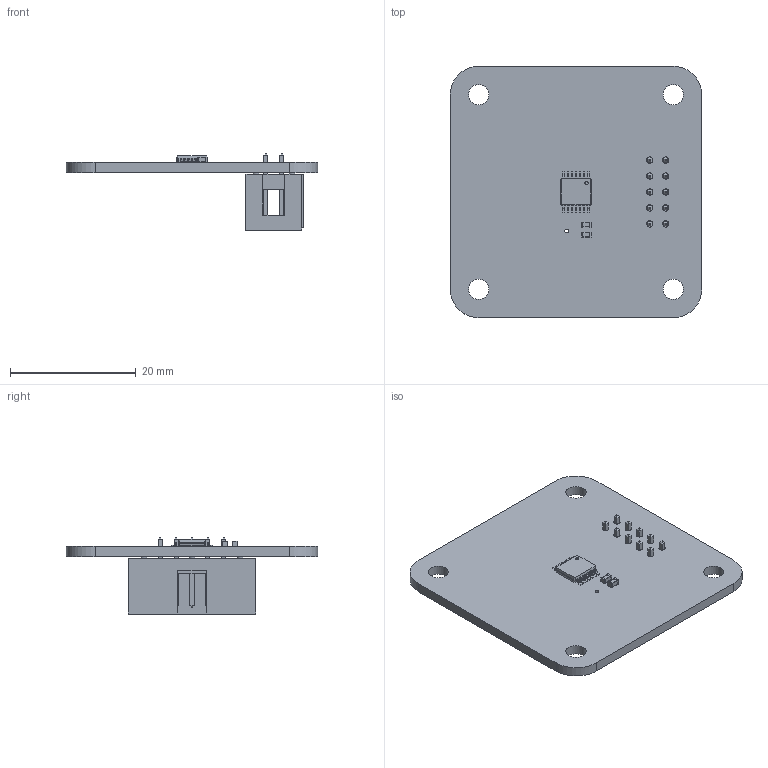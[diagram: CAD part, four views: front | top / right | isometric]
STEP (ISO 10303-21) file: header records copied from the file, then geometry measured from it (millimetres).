
FILE_DESCRIPTION(('KiCad electronic assembly'),'2;1');
FILE_NAME('MagEnc.step','2023-04-11T18:19:41',('Pcbnew'),('Kicad'), 'Open CASCADE STEP processor 7.5','KiCad to STEP converter','Unknown' );
FILE_SCHEMA(('AUTOMOTIVE_DESIGN { 1 0 10303 214 1 1 1 1 }'));
Length unit declared in the file: millimetre
Products named in the file (8): MagEnc 1; C_0603_1608Metric; SOLID; TSSOP-14_4.4x5mm_P0.65mm; IDC-Header_2x05_P2.54mm_Vertical; MagEnc PCB
Assembly tree (8 placements, depth 3):
  MagEnc 1
    C_0603_1608Metric  x2
      SOLID
    TSSOP-14_4.4x5mm_P0.65mm
      SOLID
    IDC-Header_2x05_P2.54mm_Vertical
      SOLID
    MagEnc PCB
Bounding box: 40 x 40 x 12.1 mm (x, y, z)
Volume: 3283.3 mm3; surface area: 4881.2 mm2
Topology: 5 solids, 5 shells, 549 faces, 1382 edges, 870 vertices
Faces by surface type: bspline 524, cylinder 19, plane 6
Full cylindrical faces by diameter (mm): 0.6 x1, 1 x10, 3.2 x4
Entity records: 33045 total; most frequent: CARTESIAN_POINT 11951, B_SPLINE_CURVE_WITH_KNOTS 3399, ORIENTED_EDGE 2620, PCURVE 2620, DEFINITIONAL_REPRESENTATION 2620, EDGE_CURVE 1310, SURFACE_CURVE 1288, VERTEX_POINT 822
